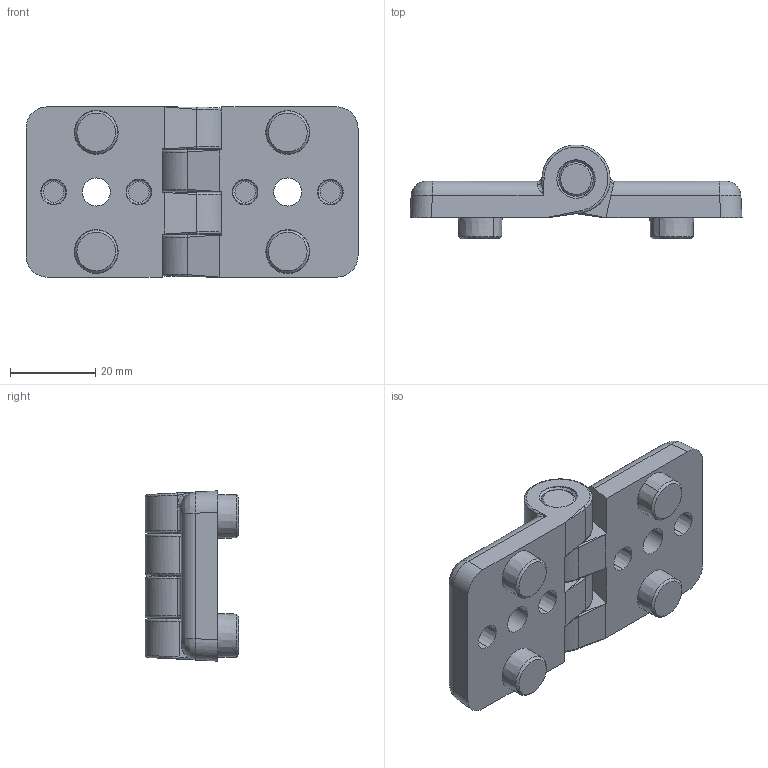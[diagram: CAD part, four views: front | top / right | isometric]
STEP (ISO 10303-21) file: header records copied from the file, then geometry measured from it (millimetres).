
FILE_DESCRIPTION(('STEP AP214'),'1');
FILE_NAME('fath_095ks4040f10.stp','2017-04-24T02:27:49',('TraceParts'),('TraceParts S.A.'),'Spatial InterOp 3D',' ',' ');
FILE_SCHEMA(('automotive_design'));
Length unit declared in the file: millimetre
Products named in the file (7): fath_095ks4040f10_1; fath_095ks4040f10_2; fath_095ks4040f10_3; fath_095ks4040f10_4; fath_095ks4040f10_5; fath_095ks4040f10_6; fath_095ks4040f10_7
Bounding box: 78 x 22 x 40.01 mm (x, y, z)
Volume: 28509.9 mm3; surface area: 14130.6 mm2
Topology: 7 solids, 7 shells, 343 faces, 824 edges, 506 vertices
Faces by surface type: cylinder 138, cone 76, torus 54, plane 49, bspline 26
Entity records: 15255 total; most frequent: CARTESIAN_POINT 4630, ORIENTED_EDGE 1644, DIRECTION 1624, EDGE_CURVE 822, AXIS2_PLACEMENT_3D 680, VERTEX_POINT 506, EDGE_LOOP 368, CIRCLE 356
